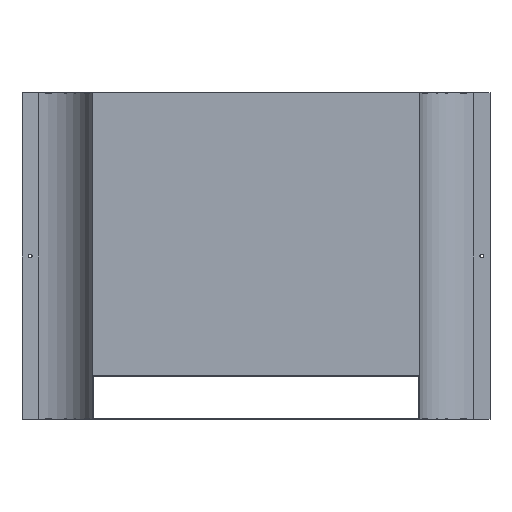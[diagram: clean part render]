
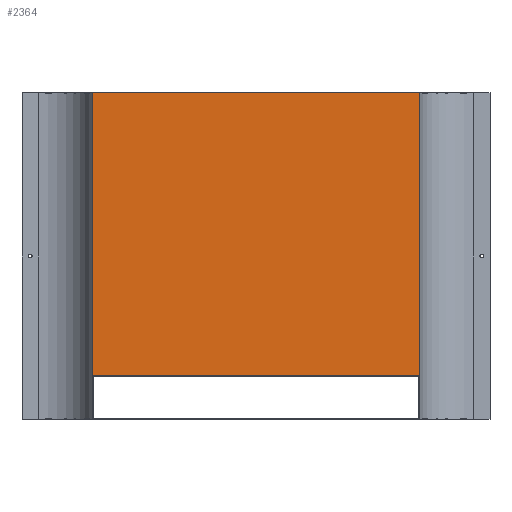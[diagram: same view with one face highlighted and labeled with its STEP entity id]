
A CAD part, front view. The second image highlights one B-rep face of the part: STEP entity #2364.
In plain terms, the highlighted planar face has unit normal (0, -1, 0).
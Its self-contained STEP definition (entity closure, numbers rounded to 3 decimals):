
#56 = LINE ( 'NONE', #620, #59 ) ;
#59 = VECTOR ( 'NONE', #621, 1000. ) ;
#323 = CARTESIAN_POINT ( 'NONE',  ( 600., -1., 1. ) ) ;
#324 = DIRECTION ( 'NONE',  ( 0., 0., 1. ) ) ;
#392 = CARTESIAN_POINT ( 'NONE',  ( 0., -1., 1. ) ) ;
#393 = DIRECTION ( 'NONE',  ( -1., 0., 0. ) ) ;
#431 = EDGE_CURVE ( 'NONE', #2155, #2165, #1872, .T. ) ;
#509 = AXIS2_PLACEMENT_3D ( 'NONE', #2710, #2718, #2719 ) ;
#620 = CARTESIAN_POINT ( 'NONE',  ( 0., -1., 1. ) ) ;
#621 = DIRECTION ( 'NONE',  ( 0., 0., -1. ) ) ;
#844 = LINE ( 'NONE', #323, #847 ) ;
#847 = VECTOR ( 'NONE', #324, 1000. ) ;
#900 = LINE ( 'NONE', #392, #902 ) ;
#902 = VECTOR ( 'NONE', #393, 1000. ) ;
#1096 = EDGE_CURVE ( 'NONE', #2146, #2155, #56, .T. ) ;
#1208 = CARTESIAN_POINT ( 'NONE',  ( 0., -1., -519. ) ) ;
#1210 = DIRECTION ( 'NONE',  ( 1., 0., 0. ) ) ;
#1547 = EDGE_LOOP ( 'NONE', ( #1741, #1740, #1739, #1738 ) ) ;
#1738 = ORIENTED_EDGE ( 'NONE', *, *, #1980, .T. ) ;
#1739 = ORIENTED_EDGE ( 'NONE', *, *, #1947, .T. ) ;
#1740 = ORIENTED_EDGE ( 'NONE', *, *, #431, .T. ) ;
#1741 = ORIENTED_EDGE ( 'NONE', *, *, #1096, .T. ) ;
#1872 = LINE ( 'NONE', #1208, #1876 ) ;
#1876 = VECTOR ( 'NONE', #1210, 1000. ) ;
#1947 = EDGE_CURVE ( 'NONE', #2165, #2160, #844, .T. ) ;
#1980 = EDGE_CURVE ( 'NONE', #2160, #2146, #900, .T. ) ;
#2031 = FACE_OUTER_BOUND ( 'NONE', #1547, .T. ) ;
#2146 = VERTEX_POINT ( 'NONE', #2529 ) ;
#2155 = VERTEX_POINT ( 'NONE', #2538 ) ;
#2160 = VERTEX_POINT ( 'NONE', #2543 ) ;
#2165 = VERTEX_POINT ( 'NONE', #2548 ) ;
#2364 = ADVANCED_FACE ( 'NONE', ( #2031 ), #2715, .T. ) ;
#2529 = CARTESIAN_POINT ( 'NONE',  ( 0., -1., 1. ) ) ;
#2538 = CARTESIAN_POINT ( 'NONE',  ( 0., -1., -519. ) ) ;
#2543 = CARTESIAN_POINT ( 'NONE',  ( 600., -1., 1. ) ) ;
#2548 = CARTESIAN_POINT ( 'NONE',  ( 600., -1., -519. ) ) ;
#2710 = CARTESIAN_POINT ( 'NONE',  ( 0., -1., 0. ) ) ;
#2715 = PLANE ( 'NONE',  #509 ) ;
#2718 = DIRECTION ( 'NONE',  ( 0., -1., 0. ) ) ;
#2719 = DIRECTION ( 'NONE',  ( 0., 0., -1. ) ) ;
